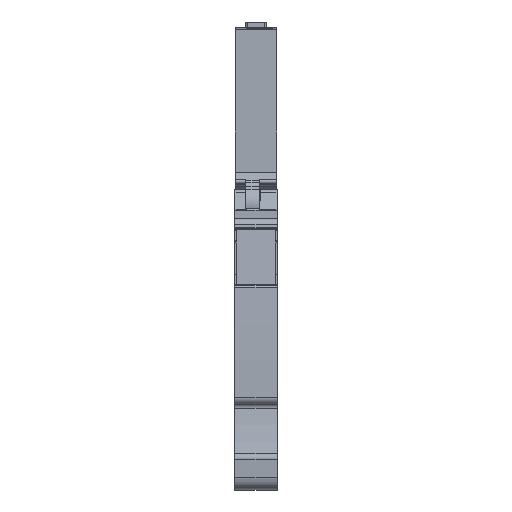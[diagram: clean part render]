
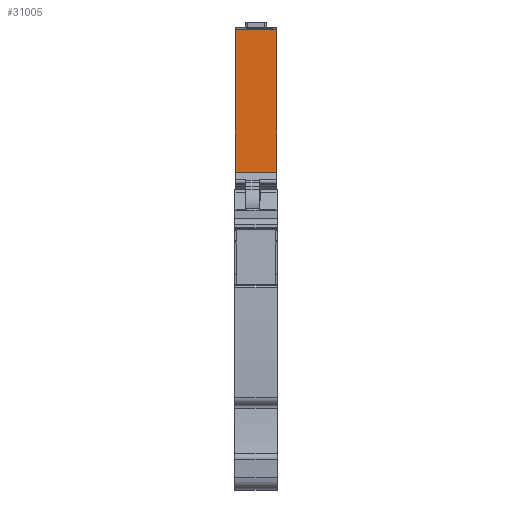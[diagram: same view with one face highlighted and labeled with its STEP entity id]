
A CAD part, front view. The second image highlights one B-rep face of the part: STEP entity #31005.
In plain terms, the highlighted planar face has unit normal (0, -1, 0).
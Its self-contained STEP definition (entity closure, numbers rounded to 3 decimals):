
#30992=AXIS2_PLACEMENT_3D('Plane Axis2P3D',#30989,#30990,#30991) ;
#21800=CARTESIAN_POINT('Vertex',(0.05,21.806,46.144)) ;
#21803=CARTESIAN_POINT('Line Origine',(0.05,21.806,56.52)) ;
#21807=CARTESIAN_POINT('Vertex',(0.05,21.806,66.896)) ;
#22075=CARTESIAN_POINT('Line Origine',(2.965,21.806,66.896)) ;
#22079=CARTESIAN_POINT('Vertex',(6.05,21.806,66.896)) ;
#22203=CARTESIAN_POINT('Vertex',(6.05,21.806,46.144)) ;
#22206=CARTESIAN_POINT('Line Origine',(3.05,21.806,46.144)) ;
#30989=CARTESIAN_POINT('Axis2P3D Location',(2.9,21.806,47.65)) ;
#30994=CARTESIAN_POINT('Line Origine',(6.05,21.806,56.52)) ;
#21804=DIRECTION('Vector Direction',(0.,0.,-1.)) ;
#22076=DIRECTION('Vector Direction',(1.,0.,0.)) ;
#22207=DIRECTION('Vector Direction',(1.,0.,0.)) ;
#30990=DIRECTION('Axis2P3D Direction',(0.,1.,0.)) ;
#30991=DIRECTION('Axis2P3D XDirection',(0.,0.,1.)) ;
#30995=DIRECTION('Vector Direction',(0.,0.,-1.)) ;
#21805=VECTOR('Line Direction',#21804,1.) ;
#22077=VECTOR('Line Direction',#22076,1.) ;
#22208=VECTOR('Line Direction',#22207,1.) ;
#30996=VECTOR('Line Direction',#30995,1.) ;
#31000=ORIENTED_EDGE('',*,*,#22081,.T.) ;
#31001=ORIENTED_EDGE('',*,*,#21809,.T.) ;
#31002=ORIENTED_EDGE('',*,*,#22210,.F.) ;
#31003=ORIENTED_EDGE('',*,*,#30998,.F.) ;
#31005=ADVANCED_FACE('FSPG',(#31004),#30993,.F.) ;
#21809=EDGE_CURVE('',#21808,#21801,#21806,.T.) ;
#22081=EDGE_CURVE('',#22080,#21808,#22078,.F.) ;
#22210=EDGE_CURVE('',#22204,#21801,#22209,.F.) ;
#30998=EDGE_CURVE('',#22080,#22204,#30997,.T.) ;
#30999=EDGE_LOOP('',(#31000,#31001,#31002,#31003)) ;
#31004=FACE_OUTER_BOUND('',#30999,.T.) ;
#21806=LINE('Line',#21803,#21805) ;
#22078=LINE('Line',#22075,#22077) ;
#22209=LINE('Line',#22206,#22208) ;
#30997=LINE('Line',#30994,#30996) ;
#30993=PLANE('',#30992) ;
#21801=VERTEX_POINT('',#21800) ;
#21808=VERTEX_POINT('',#21807) ;
#22080=VERTEX_POINT('',#22079) ;
#22204=VERTEX_POINT('',#22203) ;
